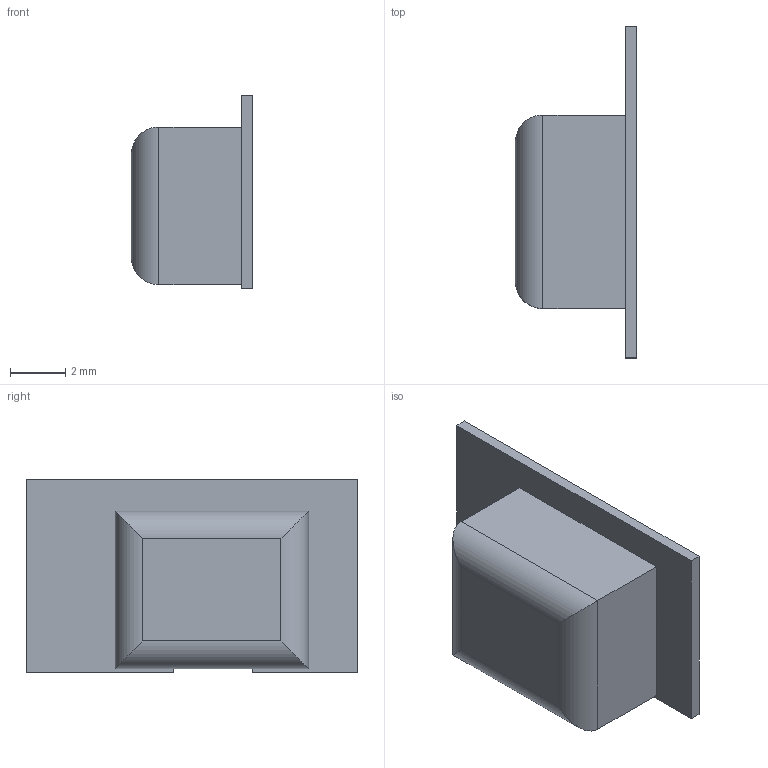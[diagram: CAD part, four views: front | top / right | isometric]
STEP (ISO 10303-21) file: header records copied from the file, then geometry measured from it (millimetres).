
FILE_DESCRIPTION(('FreeCAD Model'),'2;1');
FILE_NAME('Open CASCADE Shape Model','2025-09-24T11:47:18',(''),(''), 'Open CASCADE STEP processor 7.8','FreeCAD','Unknown');
FILE_SCHEMA(('AUTOMOTIVE_DESIGN { 1 0 10303 214 1 1 1 1 }'));
Length unit declared in the file: millimetre
Products named in the file (2): button_thumb; Body003
Assembly tree (1 placements, depth 2):
  button_thumb
    Body003
Bounding box: 4.4 x 12 x 7 mm (x, y, z)
Volume: 184.2 mm3; surface area: 275.2 mm2
Topology: 1 solids, 1 shells, 20 faces, 50 edges, 32 vertices
Faces by surface type: plane 16, cylinder 4
Entity records: 626 total; most frequent: CARTESIAN_POINT 104, ORIENTED_EDGE 100, DIRECTION 98, EDGE_CURVE 50, LINE 46, VECTOR 46, VERTEX_POINT 32, AXIS2_PLACEMENT_3D 26
